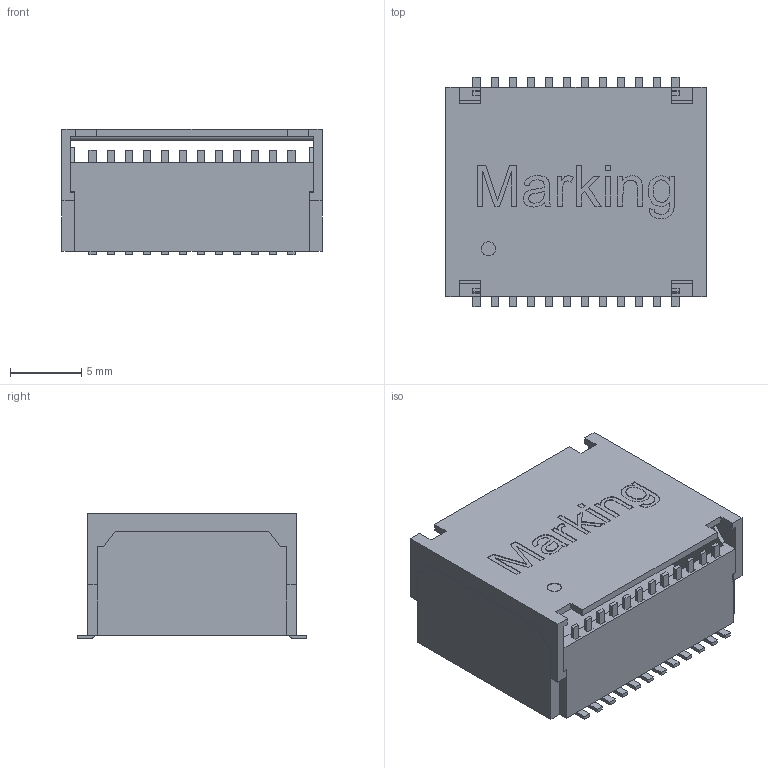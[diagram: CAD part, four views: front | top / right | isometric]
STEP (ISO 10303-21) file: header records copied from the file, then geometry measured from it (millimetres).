
FILE_DESCRIPTION(/* description */ ('Unknown'),/* implementation_level */ '2;1');
FILE_NAME(/* name */ '749052050',/* time_stamp */ '2019-02-19T09:43:28+01:00',/* author */ ('Unknown'),/* organization */ ('Unknown'),/* preprocessor_version */ 'ST-DEVELOPER v16.7',/* originating_system */ 'DEX',/* authorisation */ $);
FILE_SCHEMA (('AUTOMOTIVE_DESIGN {1 0 10303 214 3 1 1}'));
Length unit declared in the file: millimetre
Products named in the file (4): 749052050; Housing; Pins; Cover
Assembly tree (3 placements, depth 2):
  749052050
    Housing
    Pins
    Cover
Bounding box: 18.29 x 16.16 x 8.8 mm (x, y, z)
Volume: 936.8 mm3; surface area: 2475.2 mm2
Topology: 26 solids, 26 shells, 498 faces, 1305 edges, 870 vertices
Faces by surface type: plane 431, cylinder 51, bspline 16
Full cylindrical faces by diameter (mm): 1 x1
Entity records: 17021 total; most frequent: CARTESIAN_POINT 3707, ORIENTED_EDGE 2606, DIRECTION 2253, EDGE_CURVE 1303, LINE 1077, VECTOR 1077, VERTEX_POINT 870, AXIS2_PLACEMENT_3D 588
